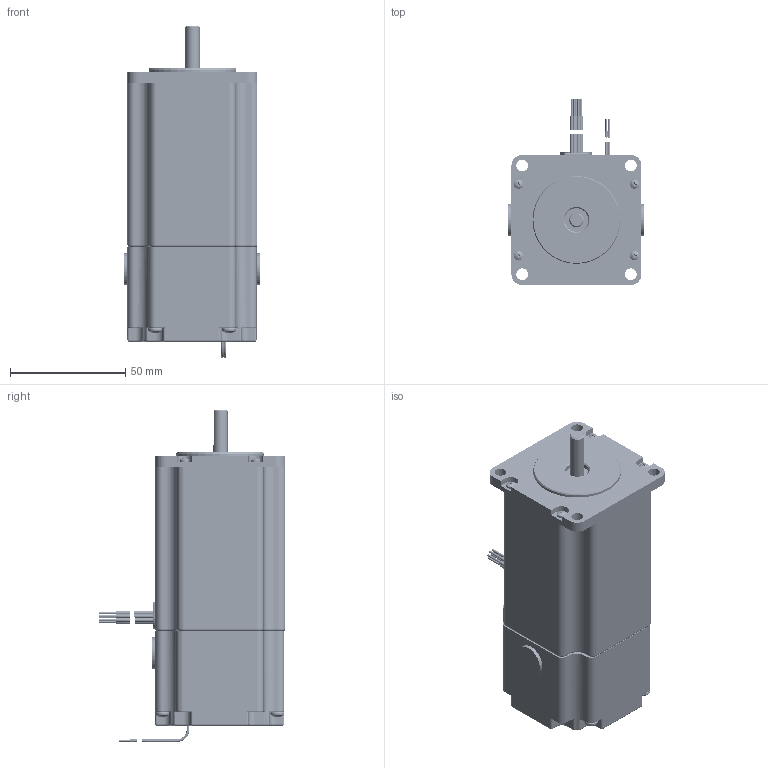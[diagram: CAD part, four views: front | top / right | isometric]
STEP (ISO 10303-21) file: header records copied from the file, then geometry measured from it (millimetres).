
FILE_DESCRIPTION (( 'STEP AP214' ), '1' );
FILE_NAME ('HT23-601B ASSEMBLY.STEP', '2021-08-23T17:22:37', ( '' ), ( '' ), 'SwSTEP 2.0', 'SolidWorks 2017', '' );
FILE_SCHEMA (( 'AUTOMOTIVE_DESIGN' ));
Length unit declared in the file: millimetre
Products named in the file (17): HT23 Front Endbell; HT23-601 Lead Wires (Break line); HT23-601D Shaft; 640-0001_NEMA 23-24 Brake; Black Wire^640-0001_NEMA 23-24 Brake; HT23D Rear Endbell; HT23-601 Laminations; HT23-601B ASSEMBLY; HT23 FRONT ENDBELL ASSEMBLY^HT23-601 ASSEMBLY; Red Wire^640-0001_NEMA 23-24 Brake; 640-0001_NEMA 23-24 Brake Rubber Plug; HT23D REAR ENDBELL ASSEMBLY; 640-0001_NEMA 23-24 Brake_Disk; 640-0001_NEMA 23-24 Brake_Shell; HT23 Wire Grommet; HT23-601 Screw; M3 x 40mm PAN HEAD PHILLIPS MACHINE SCREW_92005A135
Assembly tree (24 placements, depth 3):
  HT23-601B ASSEMBLY
    HT23 FRONT ENDBELL ASSEMBLY^HT23-601 ASSEMBLY
      HT23 Front Endbell
      HT23-601 Screw  x4
    HT23-601 Laminations
    HT23-601D Shaft
    HT23D REAR ENDBELL ASSEMBLY
      HT23D Rear Endbell
      HT23 Wire Grommet
      HT23-601 Lead Wires (Break line)
    640-0001_NEMA 23-24 Brake
      640-0001_NEMA 23-24 Brake_Shell
      640-0001_NEMA 23-24 Brake Rubber Plug  x3
      640-0001_NEMA 23-24 Brake_Disk
      Black Wire^640-0001_NEMA 23-24 Brake
      Red Wire^640-0001_NEMA 23-24 Brake
      M3 x 40mm PAN HEAD PHILLIPS MACHINE SCREW_92005A135  x4
Bounding box: 59 x 80.9 x 144.07 mm (x, y, z)
Volume: 310701.9 mm3; surface area: 72695.7 mm2
Topology: 46 solids, 46 shells, 2565 faces, 7081 edges, 4612 vertices
Faces by surface type: cylinder 2009, plane 317, torus 107, cone 86, sphere 34, bspline 12
Entity records: 44310 total; most frequent: CARTESIAN_POINT 15960, ORIENTED_EDGE 5874, DIRECTION 5260, EDGE_CURVE 2937, AXIS2_PLACEMENT_3D 2055, VERTEX_POINT 1879, EDGE_LOOP 1234, ADVANCED_FACE 1150
